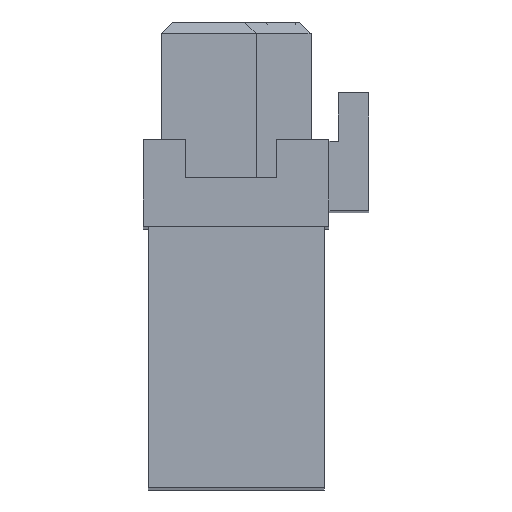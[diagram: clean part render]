
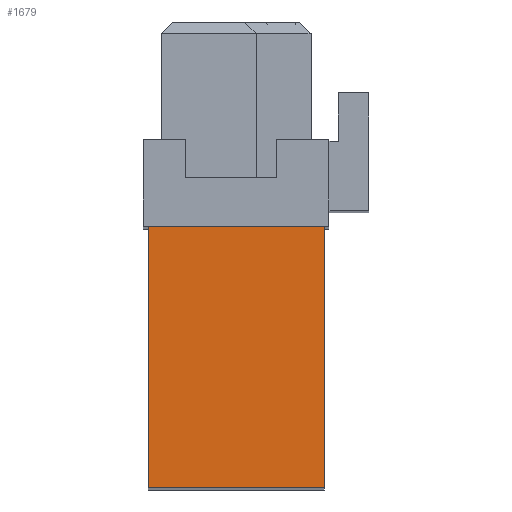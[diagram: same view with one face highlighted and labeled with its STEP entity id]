
A CAD part, top view. The second image highlights one B-rep face of the part: STEP entity #1679.
In plain terms, the highlighted planar face has unit normal (0, 0, 1).
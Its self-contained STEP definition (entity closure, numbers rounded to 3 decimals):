
#1679=ADVANCED_FACE('',(#2419),#2050,.T.);
#2050=PLANE('',#9280);
#2419=FACE_OUTER_BOUND('',#2798,.T.);
#2798=EDGE_LOOP('',(#4408,#4409,#4410,#4411));
#4408=ORIENTED_EDGE('',*,*,#6541,.T.);
#4409=ORIENTED_EDGE('',*,*,#6540,.T.);
#4410=ORIENTED_EDGE('',*,*,#6542,.F.);
#4411=ORIENTED_EDGE('',*,*,#6543,.T.);
#5559=VERTEX_POINT('',#12927);
#5560=VERTEX_POINT('',#12929);
#5561=VERTEX_POINT('',#12933);
#5562=VERTEX_POINT('',#12935);
#6540=EDGE_CURVE('',#5559,#5560,#7572,.T.);
#6541=EDGE_CURVE('',#5561,#5559,#7573,.T.);
#6542=EDGE_CURVE('',#5562,#5560,#7574,.T.);
#6543=EDGE_CURVE('',#5562,#5561,#7575,.T.);
#7572=LINE('',#12930,#8602);
#7573=LINE('',#12932,#8603);
#7574=LINE('',#12934,#8604);
#7575=LINE('',#12936,#8605);
#8602=VECTOR('',#10863,1.);
#8603=VECTOR('',#10866,1.);
#8604=VECTOR('',#10867,1.);
#8605=VECTOR('',#10868,1.);
#9280=AXIS2_PLACEMENT_3D('',#12937,#10869,#10870);
#10863=DIRECTION('',(0.,1.,0.));
#10866=DIRECTION('',(1.,0.,0.));
#10867=DIRECTION('',(1.,0.,0.));
#10868=DIRECTION('',(0.,-1.,0.));
#10869=DIRECTION('',(0.,0.,1.));
#10870=DIRECTION('',(1.,0.,0.));
#12927=CARTESIAN_POINT('',(4.975,-14.75,41.95));
#12929=CARTESIAN_POINT('',(4.975,0.,41.95));
#12930=CARTESIAN_POINT('',(4.975,-14.75,41.95));
#12932=CARTESIAN_POINT('',(-4.975,-14.75,41.95));
#12933=CARTESIAN_POINT('',(-4.975,-14.75,41.95));
#12934=CARTESIAN_POINT('',(-4.975,0.,41.95));
#12935=CARTESIAN_POINT('',(-4.975,0.,41.95));
#12936=CARTESIAN_POINT('',(-4.975,0.,41.95));
#12937=CARTESIAN_POINT('',(-4.975,-14.75,41.95));
